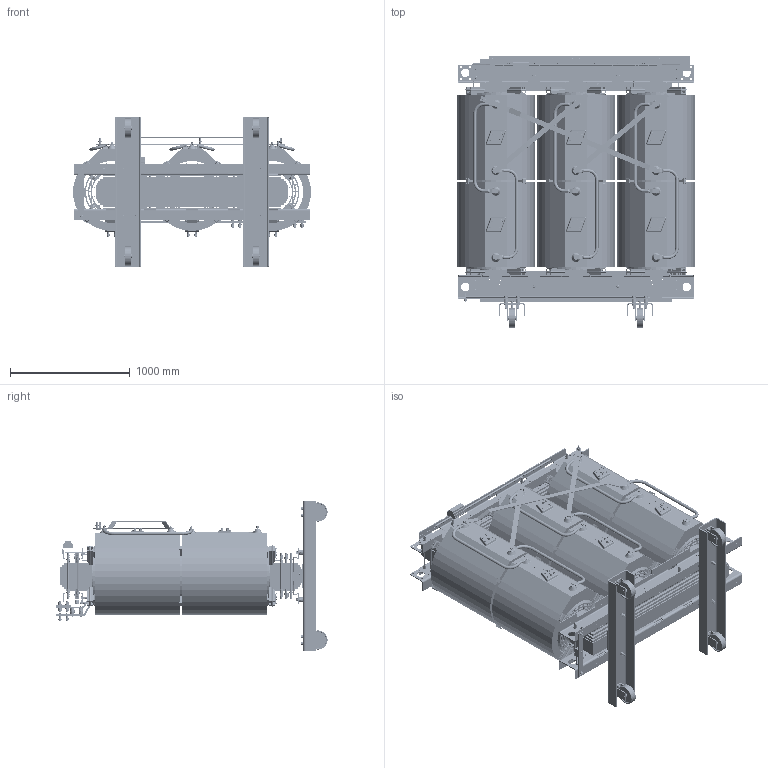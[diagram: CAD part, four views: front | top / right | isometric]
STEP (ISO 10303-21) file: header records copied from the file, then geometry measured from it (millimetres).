
FILE_DESCRIPTION (( 'STEP AP214' ), '1' );
FILE_NAME ('ﾒﾋﾑ-2500 ﾄ.Y (ﾀ).STEP', '2023-06-08T10:32:41', ( '' ), ( '' ), 'SwSTEP 2.0', 'SolidWorks 2010', '' );
FILE_SCHEMA (( 'AUTOMOTIVE_DESIGN' ));
Length unit declared in the file: millimetre
Products named in the file (1): ﾒﾋﾑ-2500 ﾄ.Y (ﾀ)
Bounding box: 1989.66 x 2267 x 1250 mm (x, y, z)
Surface area: 89478144.1 mm2 (no closed solid volume)
Topology: 0 solids, 1946 shells, 9478 faces, 47183 edges, 38507 vertices
Faces by surface type: plane 6290, cylinder 2393, cone 549, torus 216, bspline 30
Entity records: 588711 total; most frequent: CARTESIAN_POINT 123096, DIRECTION 72388, ORIENTED_EDGE 60554, EDGE_CURVE 47183, VERTEX_POINT 38507, VECTOR 34904, LINE 34904, AXIS2_PLACEMENT_3D 18742
